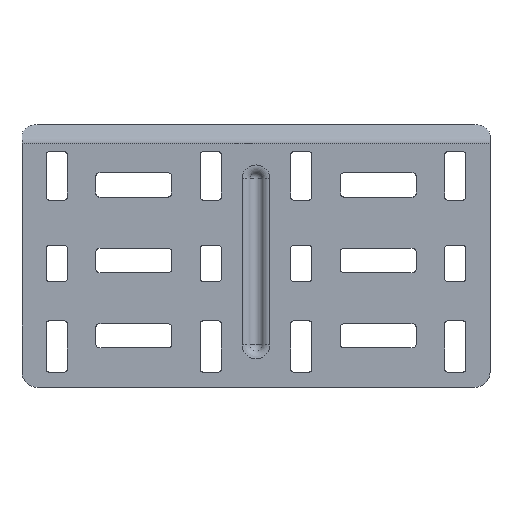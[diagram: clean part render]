
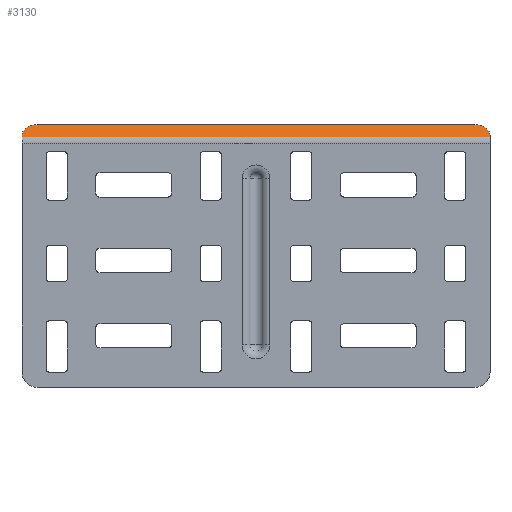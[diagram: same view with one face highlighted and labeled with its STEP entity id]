
A CAD part, top view. The second image highlights one B-rep face of the part: STEP entity #3130.
In plain terms, the highlighted planar face has unit normal (0, 0.707, 0.707).
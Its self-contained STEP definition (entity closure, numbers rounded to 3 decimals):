
#153 = VECTOR ( 'NONE', #3229, 1000. ) ;
#168 = DIRECTION ( 'NONE',  ( 0., 0.707, 0.707 ) ) ;
#183 = CARTESIAN_POINT ( 'NONE',  ( -72.5, 83.414, -1.414 ) ) ;
#365 = ORIENTED_EDGE ( 'NONE', *, *, #5801, .T. ) ;
#486 = CARTESIAN_POINT ( 'NONE',  ( 77.5, 86.95, -4.95 ) ) ;
#778 = CARTESIAN_POINT ( 'NONE',  ( 72.5, 83.414, -1.414 ) ) ;
#940 = CARTESIAN_POINT ( 'NONE',  ( 72.5, 86.95, -4.95 ) ) ;
#967 = DIRECTION ( 'NONE',  ( -1., 0., 0. ) ) ;
#1016 = DIRECTION ( 'NONE',  ( 0., -0.707, 0.707 ) ) ;
#1093 = EDGE_CURVE ( 'NONE', #1426, #3992, #3347, .T. ) ;
#1113 = CIRCLE ( 'NONE', #3961, 5. ) ;
#1118 = PLANE ( 'NONE',  #1897 ) ;
#1132 = ORIENTED_EDGE ( 'NONE', *, *, #2550, .F. ) ;
#1279 = CARTESIAN_POINT ( 'NONE',  ( 77.5, 82., 0. ) ) ;
#1426 = VERTEX_POINT ( 'NONE', #4063 ) ;
#1444 = VECTOR ( 'NONE', #1531, 1000. ) ;
#1531 = DIRECTION ( 'NONE',  ( 0., 0.707, -0.707 ) ) ;
#1897 = AXIS2_PLACEMENT_3D ( 'NONE', #4629, #168, #1909 ) ;
#1909 = DIRECTION ( 'NONE',  ( 0., -0.707, 0.707 ) ) ;
#2087 = ORIENTED_EDGE ( 'NONE', *, *, #3022, .T. ) ;
#2139 = AXIS2_PLACEMENT_3D ( 'NONE', #183, #5104, #1016 ) ;
#2159 = VERTEX_POINT ( 'NONE', #4236 ) ;
#2293 = EDGE_CURVE ( 'NONE', #2159, #5297, #1113, .T. ) ;
#2550 = EDGE_CURVE ( 'NONE', #4532, #1426, #4705, .T. ) ;
#2588 = EDGE_CURVE ( 'NONE', #2622, #3992, #3858, .T. ) ;
#2622 = VERTEX_POINT ( 'NONE', #4479 ) ;
#2916 = ORIENTED_EDGE ( 'NONE', *, *, #1093, .F. ) ;
#3022 = EDGE_CURVE ( 'NONE', #5297, #2622, #4474, .T. ) ;
#3130 = ADVANCED_FACE ( 'NONE', ( #5173 ), #1118, .T. ) ;
#3229 = DIRECTION ( 'NONE',  ( -1., 0., 0. ) ) ;
#3336 = VECTOR ( 'NONE', #967, 1000. ) ;
#3347 = LINE ( 'NONE', #3797, #1444 ) ;
#3415 = DIRECTION ( 'NONE',  ( 0., 0.707, 0.707 ) ) ;
#3651 = EDGE_LOOP ( 'NONE', ( #2087, #4616, #2916, #1132, #365, #5541 ) ) ;
#3797 = CARTESIAN_POINT ( 'NONE',  ( -77.5, 82., 0. ) ) ;
#3858 = CIRCLE ( 'NONE', #2139, 5. ) ;
#3861 = CARTESIAN_POINT ( 'NONE',  ( -77.5, 83.414, -1.414 ) ) ;
#3961 = AXIS2_PLACEMENT_3D ( 'NONE', #778, #3415, #4358 ) ;
#3964 = DIRECTION ( 'NONE',  ( 0., 0.707, -0.707 ) ) ;
#3992 = VERTEX_POINT ( 'NONE', #3861 ) ;
#4063 = CARTESIAN_POINT ( 'NONE',  ( -77.5, 82.879, -0.879 ) ) ;
#4236 = CARTESIAN_POINT ( 'NONE',  ( 77.5, 83.414, -1.414 ) ) ;
#4358 = DIRECTION ( 'NONE',  ( 0., -0.707, 0.707 ) ) ;
#4407 = VECTOR ( 'NONE', #3964, 1000. ) ;
#4474 = LINE ( 'NONE', #486, #3336 ) ;
#4479 = CARTESIAN_POINT ( 'NONE',  ( -72.5, 86.95, -4.95 ) ) ;
#4532 = VERTEX_POINT ( 'NONE', #5824 ) ;
#4616 = ORIENTED_EDGE ( 'NONE', *, *, #2588, .T. ) ;
#4617 = CARTESIAN_POINT ( 'NONE',  ( 77.5, 82.879, -0.879 ) ) ;
#4629 = CARTESIAN_POINT ( 'NONE',  ( 77.5, 82., 0. ) ) ;
#4705 = LINE ( 'NONE', #4617, #153 ) ;
#5104 = DIRECTION ( 'NONE',  ( 0., 0.707, 0.707 ) ) ;
#5173 = FACE_OUTER_BOUND ( 'NONE', #3651, .T. ) ;
#5297 = VERTEX_POINT ( 'NONE', #940 ) ;
#5541 = ORIENTED_EDGE ( 'NONE', *, *, #2293, .T. ) ;
#5801 = EDGE_CURVE ( 'NONE', #4532, #2159, #5881, .T. ) ;
#5824 = CARTESIAN_POINT ( 'NONE',  ( 77.5, 82.879, -0.879 ) ) ;
#5881 = LINE ( 'NONE', #1279, #4407 ) ;
